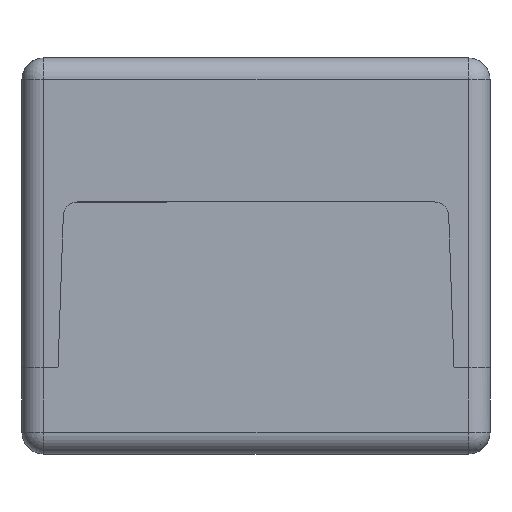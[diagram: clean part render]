
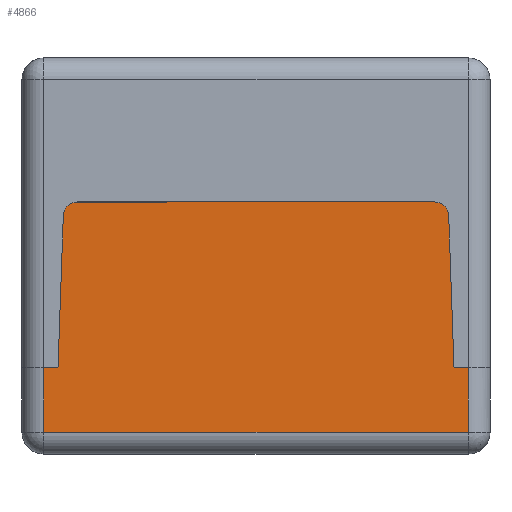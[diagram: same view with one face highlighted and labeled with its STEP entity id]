
A CAD part, left-side view. The second image highlights one B-rep face of the part: STEP entity #4866.
In plain terms, the highlighted planar face has unit normal (-1, 0, 0).
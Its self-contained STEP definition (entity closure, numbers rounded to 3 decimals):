
#966=CARTESIAN_POINT('',(-60.0,-26.764,33.07));
#967=VERTEX_POINT('',#966);
#974=CARTESIAN_POINT('',(-60.0,-27.5,12.));
#975=VERTEX_POINT('',#974);
#976=CARTESIAN_POINT('',(-60.0,-26.764,33.07));
#977=DIRECTION('',(0.0,-0.035,-0.999));
#978=VECTOR('',#977,21.083);
#979=LINE('',#976,#978);
#980=EDGE_CURVE('',#967,#975,#979,.T.);
#997=CARTESIAN_POINT('',(-60.0,-24.765,35.));
#998=VERTEX_POINT('',#997);
#1005=CARTESIAN_POINT('',(-60.0,-24.765,33.0));
#1006=DIRECTION('',(1.0,0.0,0.0));
#1007=DIRECTION('',(0.0,0.0,1.0));
#1008=AXIS2_PLACEMENT_3D('',#1005,#1006,#1007);
#1009=CIRCLE('',#1008,2.);
#1010=EDGE_CURVE('',#998,#967,#1009,.T.);
#1022=CARTESIAN_POINT('',(-60.0,24.765,35.));
#1023=VERTEX_POINT('',#1022);
#1030=CARTESIAN_POINT('',(-60.0,24.765,35.));
#1031=DIRECTION('',(0.0,-1.0,0.0));
#1032=VECTOR('',#1031,49.531);
#1033=LINE('',#1030,#1032);
#1034=EDGE_CURVE('',#1023,#998,#1033,.T.);
#1046=CARTESIAN_POINT('',(-60.0,26.764,33.07));
#1047=VERTEX_POINT('',#1046);
#1054=CARTESIAN_POINT('',(-60.0,24.765,33.));
#1055=DIRECTION('',(1.0,0.0,0.0));
#1056=DIRECTION('',(0.0,0.999,0.035));
#1057=AXIS2_PLACEMENT_3D('',#1054,#1055,#1056);
#1058=CIRCLE('',#1057,2.);
#1059=EDGE_CURVE('',#1047,#1023,#1058,.T.);
#1071=CARTESIAN_POINT('',(-60.0,27.5,12.));
#1072=VERTEX_POINT('',#1071);
#1079=CARTESIAN_POINT('',(-60.0,27.5,12.));
#1080=DIRECTION('',(0.0,-0.035,0.999));
#1081=VECTOR('',#1080,21.083);
#1082=LINE('',#1079,#1081);
#1083=EDGE_CURVE('',#1072,#1047,#1082,.T.);
#1612=CARTESIAN_POINT('',(-60.0,-29.5,12.));
#1613=VERTEX_POINT('',#1612);
#1614=CARTESIAN_POINT('',(-60.0,-29.5,12.));
#1615=DIRECTION('',(0.0,1.0,0.0));
#1616=VECTOR('',#1615,2.);
#1617=LINE('',#1614,#1616);
#1618=EDGE_CURVE('',#1613,#975,#1617,.T.);
#1761=CARTESIAN_POINT('',(-60.0,29.5,12.));
#1762=VERTEX_POINT('',#1761);
#1770=CARTESIAN_POINT('',(-60.0,27.5,12.));
#1771=DIRECTION('',(0.0,1.0,0.0));
#1772=VECTOR('',#1771,2.);
#1773=LINE('',#1770,#1772);
#1774=EDGE_CURVE('',#1072,#1762,#1773,.T.);
#4571=CARTESIAN_POINT('',(-60.0,-29.5,3.0));
#4572=VERTEX_POINT('',#4571);
#4580=CARTESIAN_POINT('',(-60.0,29.5,3.0));
#4581=VERTEX_POINT('',#4580);
#4582=CARTESIAN_POINT('',(-60.0,-29.5,3.0));
#4583=DIRECTION('',(0.0,1.0,0.0));
#4584=VECTOR('',#4583,59.);
#4585=LINE('',#4582,#4584);
#4586=EDGE_CURVE('',#4572,#4581,#4585,.T.);
#4835=CARTESIAN_POINT('',(-60.0,-29.5,3.0));
#4836=DIRECTION('',(0.0,0.0,1.0));
#4837=VECTOR('',#4836,9.);
#4838=LINE('',#4835,#4837);
#4839=EDGE_CURVE('',#4572,#1613,#4838,.T.);
#4844=CARTESIAN_POINT('',(-60.0,-29.5,0.0));
#4845=DIRECTION('',(-1.0,0.0,0.0));
#4846=DIRECTION('',(0.0,0.0,1.0));
#4847=AXIS2_PLACEMENT_3D('',#4844,#4845,#4846);
#4848=PLANE('',#4847);
#4849=ORIENTED_EDGE('',*,*,#4586,.F.);
#4850=ORIENTED_EDGE('',*,*,#4839,.T.);
#4851=ORIENTED_EDGE('',*,*,#1618,.T.);
#4852=ORIENTED_EDGE('',*,*,#980,.F.);
#4853=ORIENTED_EDGE('',*,*,#1010,.F.);
#4854=ORIENTED_EDGE('',*,*,#1034,.F.);
#4855=ORIENTED_EDGE('',*,*,#1059,.F.);
#4856=ORIENTED_EDGE('',*,*,#1083,.F.);
#4857=ORIENTED_EDGE('',*,*,#1774,.T.);
#4858=CARTESIAN_POINT('',(-60.0,29.5,3.0));
#4859=DIRECTION('',(0.0,0.0,1.0));
#4860=VECTOR('',#4859,9.);
#4861=LINE('',#4858,#4860);
#4862=EDGE_CURVE('',#4581,#1762,#4861,.T.);
#4863=ORIENTED_EDGE('',*,*,#4862,.F.);
#4864=EDGE_LOOP('',(#4849,#4850,#4851,#4852,#4853,#4854,#4855,#4856,#4857,#4863));
#4865=FACE_OUTER_BOUND('',#4864,.T.);
#4866=ADVANCED_FACE('',(#4865),#4848,.T.);
